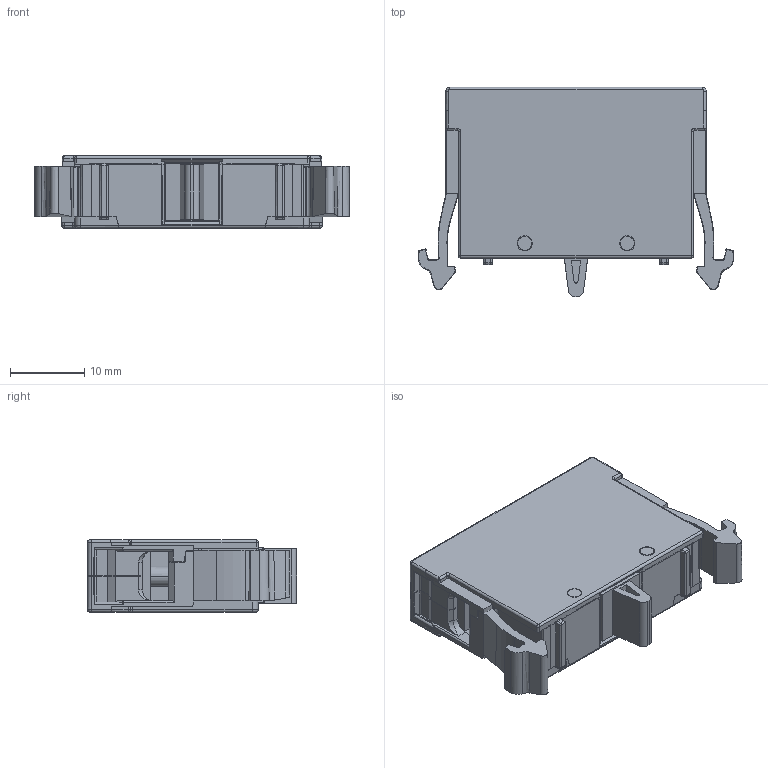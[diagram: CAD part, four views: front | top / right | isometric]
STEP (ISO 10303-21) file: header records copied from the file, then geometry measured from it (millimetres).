
FILE_DESCRIPTION((''),'2;1');
FILE_NAME('BC01F_BC10F-CSW_ASM','2022-04-12T11:24:59',('klemen.sitar'),('Audax d.o.o.'),'CREO PARAMETRIC BY PTC INC, 2021304','CREO PARAMETRIC BY PTC INC, 2021304','');
FILE_SCHEMA(('AP242_MANAGED_MODEL_BASED_3D_ENGINEERING_MIM_LF { 1 0 10303 442 1 1 4 }'));
Products named in the file (10): BC01F_BC10F-CSW_1_1; BC01F_BC10F-CSW_2; BC01F_BC10F-CSW_3; BC01F_BC10F-CSW_4; BC01F_BC10F-CSW_5; BC01F_BC10F-CSW_6; BC01F_BC10F-CSW_7; BC01F_BC10F-CSW_8; BC01F_BC10F-CSW_9; BC01F_BC10F-CSW_ASM
Assembly tree (9 placements, depth 2):
  BC01F_BC10F-CSW_ASM
    BC01F_BC10F-CSW_1_1
    BC01F_BC10F-CSW_2
    BC01F_BC10F-CSW_3
    BC01F_BC10F-CSW_4
    BC01F_BC10F-CSW_5
    BC01F_BC10F-CSW_6
    BC01F_BC10F-CSW_7
    BC01F_BC10F-CSW_8
    BC01F_BC10F-CSW_9
Bounding box: 42.41 x 28.16 x 9.7 mm (x, y, z)
Volume: 1471.9 mm3; surface area: 7589 mm2
Topology: 7 solids, 9 shells, 869 faces, 2393 edges, 1539 vertices
Faces by surface type: plane 601, cylinder 150, bspline 44, cone 44, torus 16, sphere 14
Entity records: 60464 total; most frequent: CARTESIAN_POINT 24547, ORIENTED_EDGE 4742, DIRECTION 3956, PRESENTATION_STYLE_ASSIGNMENT 3267, STYLED_ITEM 3267, CURVE_STYLE 2389, EDGE_CURVE 2379, VECTOR 1694
